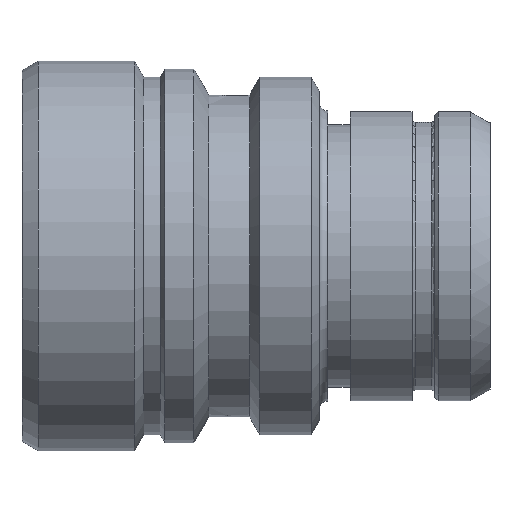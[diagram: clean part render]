
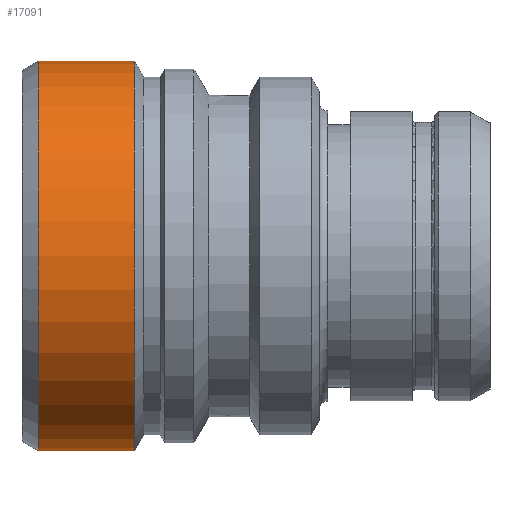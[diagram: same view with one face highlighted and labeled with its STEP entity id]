
A CAD part, top view. The second image highlights one B-rep face of the part: STEP entity #17091.
In plain terms, the highlighted cylindrical face has radius 12 mm (diameter 24 mm), a partial arc.
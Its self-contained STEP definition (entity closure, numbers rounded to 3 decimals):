
#477=CARTESIAN_POINT('',(1.572,12.,-12.));
#478=DIRECTION('',(1.,0.,0.));
#479=DIRECTION('',(0.,1.,0.));
#480=AXIS2_PLACEMENT_3D('',#477,#478,#479);
#482=CARTESIAN_POINT('',(7.495,12.,-12.));
#483=DIRECTION('',(1.,0.,0.));
#484=DIRECTION('',(0.,1.,0.));
#485=AXIS2_PLACEMENT_3D('',#482,#483,#484);
#487=DIRECTION('',(-1.,0.,0.));
#488=VECTOR('',#487,5.923);
#489=CARTESIAN_POINT('',(7.495,24.,-12.));
#490=LINE('1495',#489,#488);
#491=DIRECTION('',(-1.,0.,0.));
#492=VECTOR('',#491,5.923);
#493=CARTESIAN_POINT('',(7.495,0.,-12.));
#494=LINE('1510',#493,#492);
#13821=CARTESIAN_POINT('',(7.495,24.,-12.));
#13822=VERTEX_POINT('',#13821);
#13823=CARTESIAN_POINT('',(1.572,24.,-12.));
#13824=VERTEX_POINT('',#13823);
#13857=CARTESIAN_POINT('',(7.495,0.,-12.));
#13858=VERTEX_POINT('',#13857);
#13859=CARTESIAN_POINT('',(1.572,0.,-12.));
#13860=VERTEX_POINT('',#13859);
#17077=CARTESIAN_POINT('',(-0.868,12.,-12.));
#17078=DIRECTION('',(1.,0.,0.));
#17079=DIRECTION('',(0.,-1.,0.));
#17080=AXIS2_PLACEMENT_3D('',#17077,#17078,#17079);
#17081=CYLINDRICAL_SURFACE('277',#17080,12.);
#17083=ORIENTED_EDGE('1495',*,*,#17082,.F.);
#17085=ORIENTED_EDGE('1528',*,*,#17084,.T.);
#17087=ORIENTED_EDGE('1510',*,*,#17086,.T.);
#17088=ORIENTED_EDGE('1529',*,*,#17063,.F.);
#17089=EDGE_LOOP('277',(#17083,#17085,#17087,#17088));
#17090=FACE_OUTER_BOUND('277',#17089,.F.);
#481=CIRCLE('1529',#480,12.);
#486=CIRCLE('1528',#485,12.);
#17063=EDGE_CURVE('1529',#13824,#13860,#481,.T.);
#17082=EDGE_CURVE('1495',#13822,#13824,#490,.T.);
#17084=EDGE_CURVE('1528',#13822,#13858,#486,.T.);
#17086=EDGE_CURVE('1510',#13858,#13860,#494,.T.);
#17091=ADVANCED_FACE('277',(#17090),#17081,.T.);
